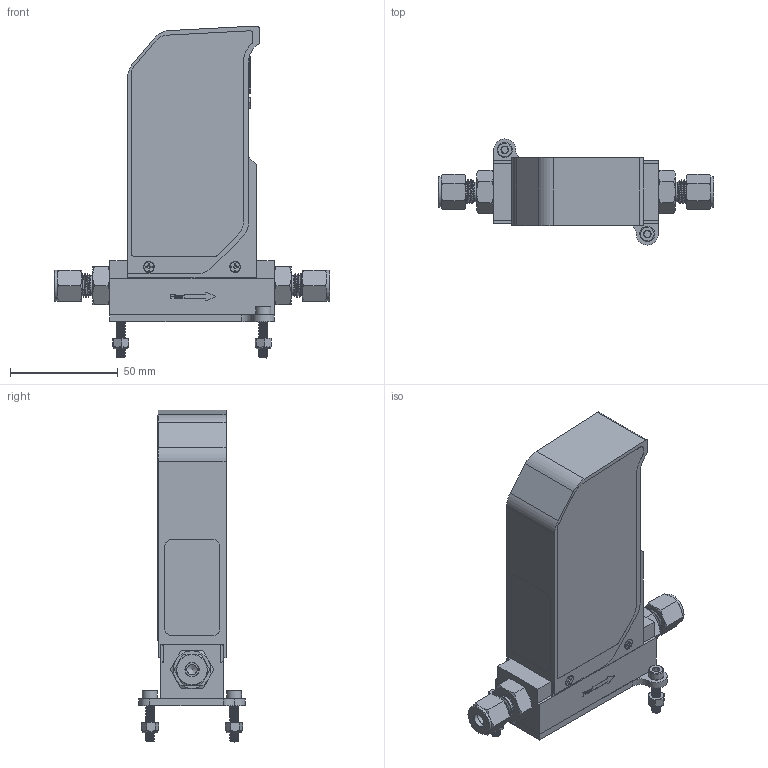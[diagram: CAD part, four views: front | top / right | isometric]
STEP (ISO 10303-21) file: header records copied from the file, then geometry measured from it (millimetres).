
FILE_DESCRIPTION(/* description */ ('Unknown'),/* implementation_level */ '2;1');
FILE_NAME(/* name */ '8511-XX-XX with 9853-9-T4 Fittings',/* time_stamp */ '2024-05-15T14:28:55-05:00',/* author */ ('Unknown'),/* organization */ ('Unknown'),/* preprocessor_version */ 'ST-DEVELOPER v19.4',/* originating_system */ 'Solid Edge',/* authorisation */ 'Unknown');
FILE_SCHEMA (('AUTOMOTIVE_DESIGN {1 0 10303 214 3 1 1}'));
Length unit declared in the file: millimetre
Products named in the file (17): 8511 Assembly Model; 85 Axetris Cover Assembly; OUTSIDE COVER PLATE_0_0; SIDE PLATE INSIDE COVER_0; 605.419_Connection block MFx21xx SP-FR; 5182K863_Yor-Lok Fitting for Stainless Steel Tubing; D SUB 9P male - FL09P7-K120 (FCT); 92710A215_Male-Female Threaded Jack Screws; 91801A133 M2.5 Screw; 8511-MP; 91420A220 M4 Mounting Screw; 90128A216 M4 Mounting Plate Screw; 90576A103 M4 Locknut; 8511 Sticker - Side 1; Product Sticker; Data Label; 8511 Sticker - Side 2
Assembly tree (24 placements, depth 3):
  8511 Assembly Model
    85 Axetris Cover Assembly
      OUTSIDE COVER PLATE_0_0
      SIDE PLATE INSIDE COVER_0
    605.419_Connection block MFx21xx SP-FR
    5182K863_Yor-Lok Fitting for Stainless Steel Tubing  x2
    D SUB 9P male - FL09P7-K120 (FCT)
    92710A215_Male-Female Threaded Jack Screws  x2
    91801A133 M2.5 Screw  x4
    8511-MP
    91420A220 M4 Mounting Screw  x2
    90128A216 M4 Mounting Plate Screw  x2
    90576A103 M4 Locknut  x2
    8511 Sticker - Side 1
    Product Sticker
    Data Label
    8511 Sticker - Side 2
Bounding box: 127.51 x 49.15 x 153.78 mm (x, y, z)
Volume: 94374.9 mm3; surface area: 104788.8 mm2
Topology: 33 solids, 33 shells, 1242 faces, 3908 edges, 2799 vertices
Faces by surface type: plane 472, cylinder 412, cone 229, bspline 60, torus 60, sphere 9
Full cylindrical faces by diameter (mm): 1.04 x18, 1.14 x9, 2 x1, 2.05 x4, 2.5 x21, 2.6 x2, 2.845 x12, 2.9 x2, 3.091 x2, 3.175 x4, 3.242 x2, 4 x22, 4.212 x2, 4.3 x4, 4.75 x6, 6.35 x6, 7 x2, 7.5 x2, 7.722 x2, 9.188 x2, 9.322 x2, 9.463 x2, 9.842 x2, 11.113 x4, 12.149 x2, 12.761 x2, 14.287 x2
Entity records: 39755 total; most frequent: CARTESIAN_POINT 15879, ORIENTED_EDGE 4638, DIRECTION 3905, EDGE_CURVE 2319, VERTEX_POINT 1691, AXIS2_PLACEMENT_3D 1542, FACE_BOUND 1126, EDGE_LOOP 1111
